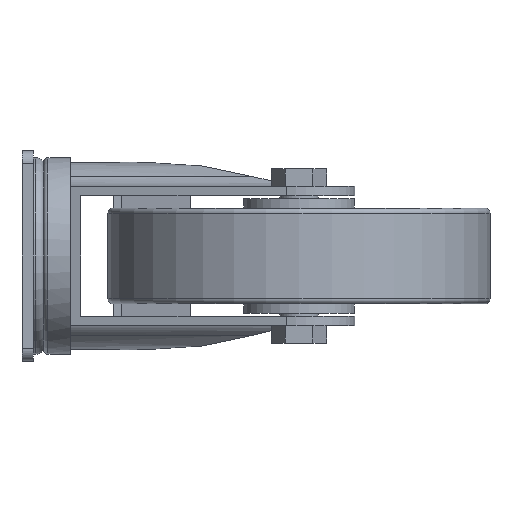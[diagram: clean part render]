
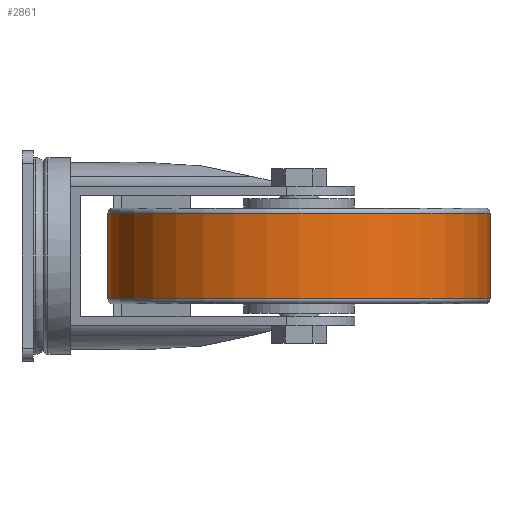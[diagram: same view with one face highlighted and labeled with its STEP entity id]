
A CAD part, left-side view. The second image highlights one B-rep face of the part: STEP entity #2861.
In plain terms, the highlighted cylindrical face has radius 100 mm (diameter 200 mm), a full revolution.
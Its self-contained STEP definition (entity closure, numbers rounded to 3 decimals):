
#73=CYLINDRICAL_SURFACE('',#3140,100.);
#190=CIRCLE('',#3139,100.);
#191=CIRCLE('',#3141,100.);
#784=ORIENTED_EDGE('',*,*,#1352,.T.);
#785=ORIENTED_EDGE('',*,*,#1351,.F.);
#1351=EDGE_CURVE('',#1679,#1679,#190,.T.);
#1352=EDGE_CURVE('',#1680,#1680,#191,.T.);
#1679=VERTEX_POINT('',#4752);
#1680=VERTEX_POINT('',#4755);
#2401=EDGE_LOOP('',(#784));
#2402=EDGE_LOOP('',(#785));
#2595=FACE_BOUND('',#2401,.T.);
#2596=FACE_BOUND('',#2402,.T.);
#2861=ADVANCED_FACE('',(#2595,#2596),#73,.T.);
#3139=AXIS2_PLACEMENT_3D('',#4751,#3834,#3835);
#3140=AXIS2_PLACEMENT_3D('',#4753,#3836,#3837);
#3141=AXIS2_PLACEMENT_3D('',#4754,#3838,#3839);
#3834=DIRECTION('',(0.,0.,-1.));
#3835=DIRECTION('',(-1.,0.,0.));
#3836=DIRECTION('',(0.,0.,-1.));
#3837=DIRECTION('',(-1.,0.,0.));
#3838=DIRECTION('',(0.,0.,-1.));
#3839=DIRECTION('',(-1.,0.,0.));
#4751=CARTESIAN_POINT('',(0.,0.,-22.5));
#4752=CARTESIAN_POINT('',(-100.,0.,-22.5));
#4753=CARTESIAN_POINT('',(0.,0.,-30.));
#4754=CARTESIAN_POINT('',(0.,0.,22.5));
#4755=CARTESIAN_POINT('',(-100.,0.,22.5));
